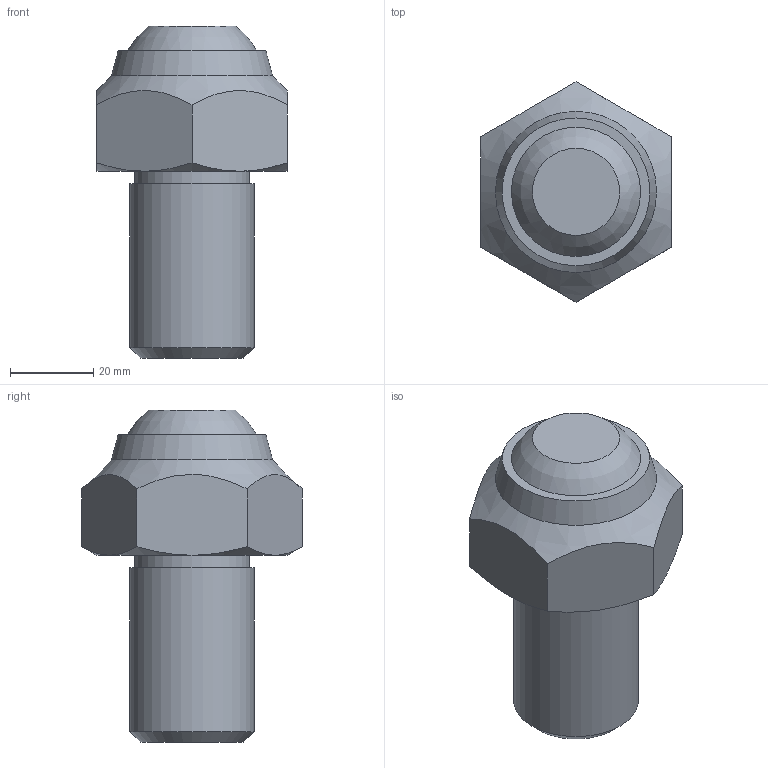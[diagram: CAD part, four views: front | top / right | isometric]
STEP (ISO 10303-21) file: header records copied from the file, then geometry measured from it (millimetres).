
FILE_DESCRIPTION( ( 'Unknown' ), '1' );
FILE_NAME( 'PT02-3046.stp', 'Unknown', ( 'Unknown' ), ( 'Unknown' ), 'XStep 1.0', 'Unknown', ' ' );
FILE_SCHEMA( ( 'CONFIG_CONTROL_DESIGN' ) );
Length unit declared in the file: millimetre
Products named in the file (1): 1
Bounding box: 46 x 53.12 x 80 mm (x, y, z)
Volume: 81580.3 mm3; surface area: 11817.6 mm2
Topology: 1 solids, 1 shells, 23 faces, 47 edges, 29 vertices
Faces by surface type: plane 11, cone 9, cylinder 2, sphere 1
Full cylindrical faces by diameter (mm): 27.7 x1, 30 x1
Entity records: 746 total; most frequent: CARTESIAN_POINT 276, DIRECTION 84, ORIENTED_EDGE 78, AXIS2_PLACEMENT_3D 39, EDGE_CURVE 39, EDGE_LOOP 32, VERTEX_POINT 27, FACE_OUTER_BOUND 26
